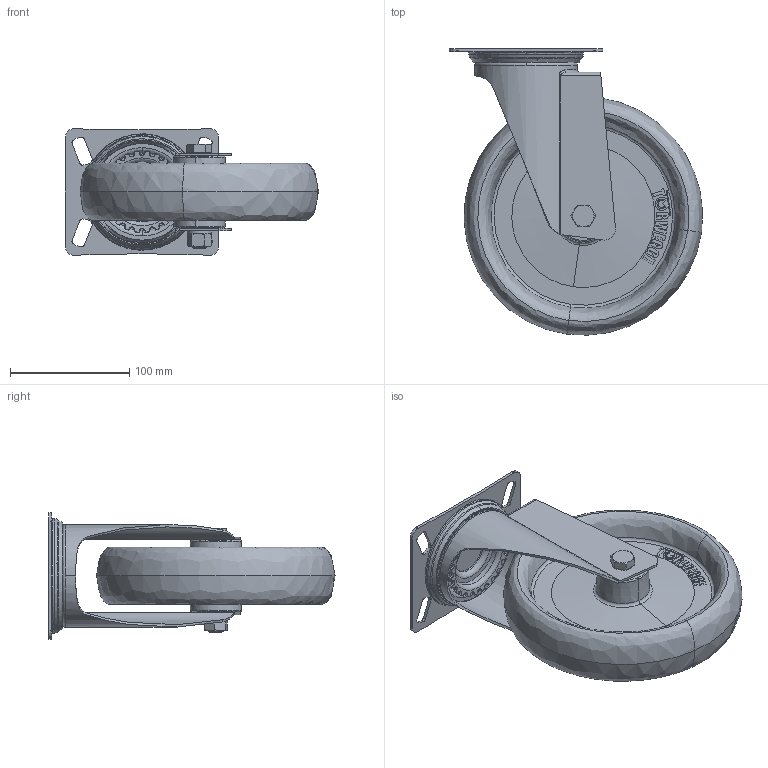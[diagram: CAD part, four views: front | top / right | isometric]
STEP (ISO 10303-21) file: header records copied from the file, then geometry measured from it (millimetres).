
FILE_DESCRIPTION (( 'STEP AP214' ), '1' );
FILE_NAME ('0023423.step', '2022-10-17T08:46:21', ( '' ), ( '' ), 'SwSTEP 2.0', 'SolidWorks 2020', '' );
FILE_SCHEMA (( 'AUTOMOTIVE_DESIGN' ));
Length unit declared in the file: millimetre
Products named in the file (1): 0023423
Bounding box: 212.19 x 239.94 x 106 mm (x, y, z)
Volume: 808028.5 mm3; surface area: 223596.3 mm2
Topology: 9 solids, 9 shells, 525 faces, 1299 edges, 821 vertices
Faces by surface type: plane 182, bspline 178, cylinder 91, cone 40, torus 34
Entity records: 38423 total; most frequent: CARTESIAN_POINT 21238, ORIENTED_EDGE 2598, DIRECTION 1956, EDGE_CURVE 1299, VERTEX_POINT 821, AXIS2_PLACEMENT_3D 719, EDGE_LOOP 578, UNCERTAINTY_MEASURE_WITH_UNIT 536
